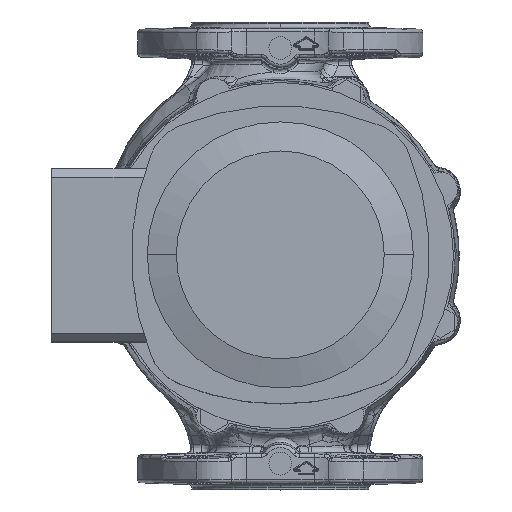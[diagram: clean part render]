
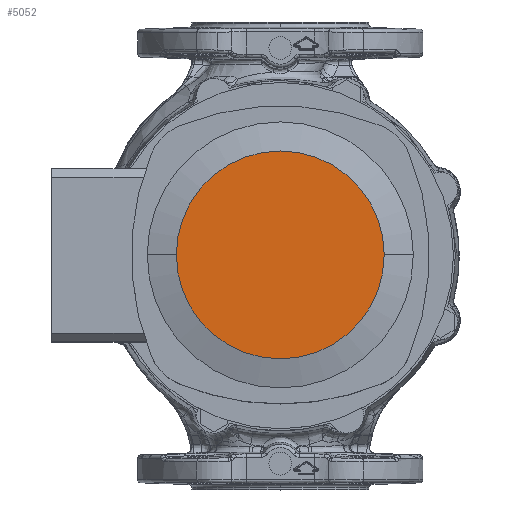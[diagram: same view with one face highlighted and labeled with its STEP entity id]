
A CAD part, top view. The second image highlights one B-rep face of the part: STEP entity #5052.
In plain terms, the highlighted planar face has unit normal (0, 0, 1).
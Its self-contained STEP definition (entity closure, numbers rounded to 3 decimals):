
#5052 = ADVANCED_FACE ( 'NONE', ( #25364 ), #25363, .F. ) ;
#8066 = VERTEX_POINT ( 'NONE', #8925 ) ;
#8081 = VERTEX_POINT ( 'NONE', #9432 ) ;
#8925 = CARTESIAN_POINT ( 'NONE',  ( -60., 0., 347.5 ) ) ;
#9432 = CARTESIAN_POINT ( 'NONE',  ( 60., 0., 347.5 ) ) ;
#21897 = AXIS2_PLACEMENT_3D ( 'NONE', #36064, #36065, #36066 ) ;
#21900 = CIRCLE ( 'NONE', #21897, 60. ) ;
#22064 = AXIS2_PLACEMENT_3D ( 'NONE', #25367, #25360, #25359 ) ;
#25359 = DIRECTION ( 'NONE',  ( -1., 0., 0. ) ) ;
#25360 = DIRECTION ( 'NONE',  ( 0., 0., -1. ) ) ;
#25363 = PLANE ( 'NONE',  #22064 ) ;
#25364 = FACE_OUTER_BOUND ( 'NONE', #60565, .T. ) ;
#25367 = CARTESIAN_POINT ( 'NONE',  ( -60., 0., 347.5 ) ) ;
#29485 = AXIS2_PLACEMENT_3D ( 'NONE', #33641, #33642, #33643 ) ;
#29498 = CIRCLE ( 'NONE', #29485, 60. ) ;
#33641 = CARTESIAN_POINT ( 'NONE',  ( 0., 0., 347.5 ) ) ;
#33642 = DIRECTION ( 'NONE',  ( 0., 0., 1. ) ) ;
#33643 = DIRECTION ( 'NONE',  ( 1., 0., 0. ) ) ;
#36064 = CARTESIAN_POINT ( 'NONE',  ( 0., 0., 347.5 ) ) ;
#36065 = DIRECTION ( 'NONE',  ( 0., 0., 1. ) ) ;
#36066 = DIRECTION ( 'NONE',  ( 1., 0., 0. ) ) ;
#56597 = EDGE_CURVE ( 'NONE', #8066, #8081, #29498, .T. ) ;
#57170 = ORIENTED_EDGE ( 'NONE', *, *, #56597, .T. ) ;
#57174 = ORIENTED_EDGE ( 'NONE', *, *, #74181, .T. ) ;
#60565 = EDGE_LOOP ( 'NONE', ( #57170, #57174 ) ) ;
#74181 = EDGE_CURVE ( 'NONE', #8081, #8066, #21900, .T. ) ;
